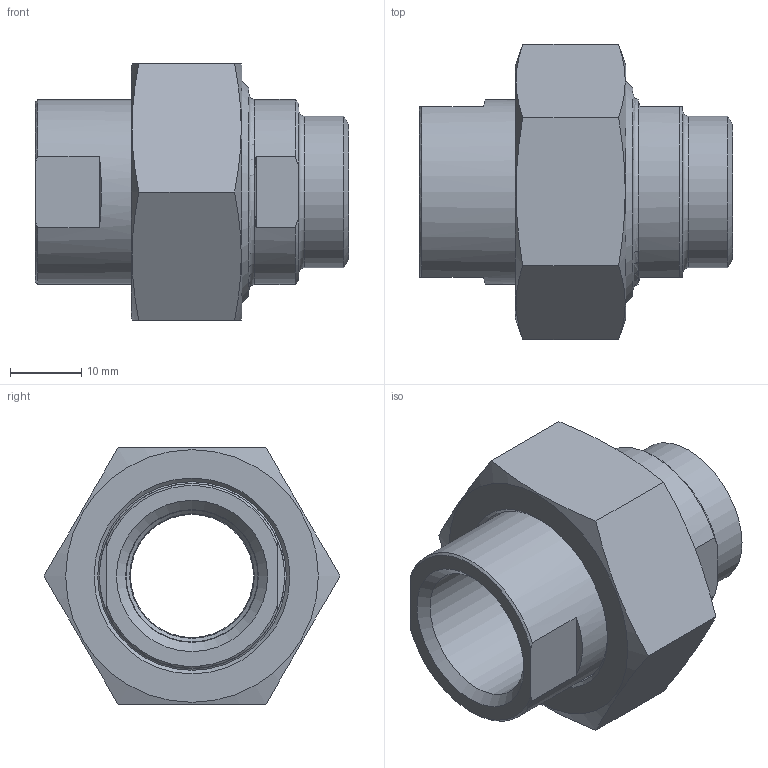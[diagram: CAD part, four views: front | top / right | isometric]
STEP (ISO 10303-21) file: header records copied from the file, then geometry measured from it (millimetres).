
FILE_DESCRIPTION(/* description */ (''),/* implementation_level */ '2;1');
FILE_NAME(/* name */ '3D_R134-EO-SG-DN15_171019530.stp',/* time_stamp */ '2021-07-02T08:54:26+02:00',/* author */ ('cad'),/* organization */ (''),/* preprocessor_version */ 'ST-DEVELOPER v18.1',/* originating_system */ 'Autodesk Inventor 2022',/* authorisation */ '');
FILE_SCHEMA (('AUTOMOTIVE_DESIGN { 1 0 10303 214 3 1 1 }'));
Length unit declared in the file: millimetre
Products named in the file (4): 3D_R134-EO-SG-DN15_171019530; 3D_R134-M-DN15_171011610; 3D_R134-SG-21.3_171011510; 3D_R134-EO-DN15_171018130
Assembly tree (3 placements, depth 2):
  3D_R134-EO-SG-DN15_171019530
    3D_R134-M-DN15_171011610
    3D_R134-SG-21.3_171011510
    3D_R134-EO-DN15_171018130
Bounding box: 44 x 41.57 x 36 mm (x, y, z)
Volume: 18577.3 mm3; surface area: 12337.4 mm2
Topology: 3 solids, 3 shells, 70 faces, 163 edges, 106 vertices
Faces by surface type: plane 27, cone 21, cylinder 12, torus 10
Full cylindrical faces by diameter (mm): 17.3 x1, 17.5 x1, 18.631 x1, 21.3 x1, 21.5 x1, 26 x1, 26.5 x1, 29.5 x1, 30.376 x1, 31.85 x1
Entity records: 2175 total; most frequent: CARTESIAN_POINT 398, DIRECTION 385, ORIENTED_EDGE 326, AXIS2_PLACEMENT_3D 168, EDGE_CURVE 163, VERTEX_POINT 106, CIRCLE 85, EDGE_LOOP 83
